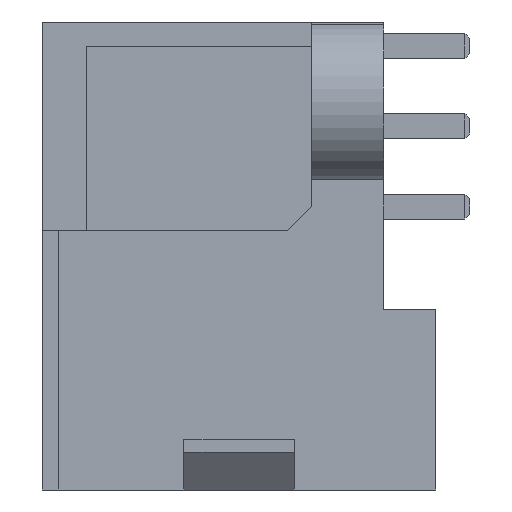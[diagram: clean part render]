
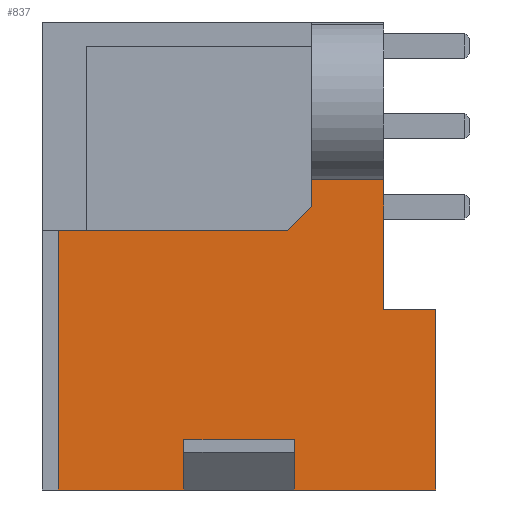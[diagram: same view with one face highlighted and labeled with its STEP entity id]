
A CAD part, left-side view. The second image highlights one B-rep face of the part: STEP entity #837.
In plain terms, the highlighted planar face has unit normal (-1, 0, 0).
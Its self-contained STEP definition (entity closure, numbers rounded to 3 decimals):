
#837 = ADVANCED_FACE( '', ( #2071 ), #2072, .F. );
#2071 = FACE_OUTER_BOUND( '', #3719, .T. );
#2072 = PLANE( '', #3720 );
#3719 = EDGE_LOOP( '', ( #6158, #6159, #6160, #6161, #6162, #6163, #6164, #6165, #6166, #6167, #6168, #6169, #6170 ) );
#3720 = AXIS2_PLACEMENT_3D( '', #6171, #6172, #6173 );
#6158 = ORIENTED_EDGE( '', *, *, #10887, .F. );
#6159 = ORIENTED_EDGE( '', *, *, #10888, .F. );
#6160 = ORIENTED_EDGE( '', *, *, #10354, .T. );
#6161 = ORIENTED_EDGE( '', *, *, #10889, .T. );
#6162 = ORIENTED_EDGE( '', *, *, #10718, .T. );
#6163 = ORIENTED_EDGE( '', *, *, #10890, .T. );
#6164 = ORIENTED_EDGE( '', *, *, #10891, .T. );
#6165 = ORIENTED_EDGE( '', *, *, #10483, .F. );
#6166 = ORIENTED_EDGE( '', *, *, #10773, .F. );
#6167 = ORIENTED_EDGE( '', *, *, #10892, .T. );
#6168 = ORIENTED_EDGE( '', *, *, #10893, .T. );
#6169 = ORIENTED_EDGE( '', *, *, #10894, .F. );
#6170 = ORIENTED_EDGE( '', *, *, #10323, .F. );
#6171 = CARTESIAN_POINT( '', ( -13.78, 11.94, 14.81 ) );
#6172 = DIRECTION( '', ( 1., 0., 0. ) );
#6173 = DIRECTION( '', ( 0., 0., -1. ) );
#10323 = EDGE_CURVE( '', #12497, #12499, #12500, .T. );
#10354 = EDGE_CURVE( '', #12554, #12552, #12555, .T. );
#10483 = EDGE_CURVE( '', #12789, #12783, #12791, .T. );
#10718 = EDGE_CURVE( '', #13175, #13188, #13190, .T. );
#10773 = EDGE_CURVE( '', #13280, #12789, #13282, .T. );
#10887 = EDGE_CURVE( '', #13463, #12497, #13464, .T. );
#10888 = EDGE_CURVE( '', #12554, #13463, #13465, .T. );
#10889 = EDGE_CURVE( '', #12552, #13175, #13466, .T. );
#10890 = EDGE_CURVE( '', #13188, #13467, #13468, .T. );
#10891 = EDGE_CURVE( '', #13467, #12783, #13469, .T. );
#10892 = EDGE_CURVE( '', #13280, #13470, #13471, .T. );
#10893 = EDGE_CURVE( '', #13470, #13472, #13473, .T. );
#10894 = EDGE_CURVE( '', #12499, #13472, #13474, .T. );
#12497 = VERTEX_POINT( '', #15629 );
#12499 = VERTEX_POINT( '', #15632 );
#12500 = LINE( '', #15633, #15634 );
#12552 = VERTEX_POINT( '', #15706 );
#12554 = VERTEX_POINT( '', #15709 );
#12555 = LINE( '', #15710, #15711 );
#12783 = VERTEX_POINT( '', #16028 );
#12789 = VERTEX_POINT( '', #16037 );
#12791 = LINE( '', #16040, #16041 );
#13175 = VERTEX_POINT( '', #16588 );
#13188 = VERTEX_POINT( '', #16608 );
#13190 = LINE( '', #16611, #16612 );
#13280 = VERTEX_POINT( '', #16746 );
#13282 = LINE( '', #16749, #16750 );
#13463 = VERTEX_POINT( '', #17011 );
#13464 = LINE( '', #17012, #17013 );
#13465 = LINE( '', #17014, #17015 );
#13466 = LINE( '', #17016, #17017 );
#13467 = VERTEX_POINT( '', #17018 );
#13468 = LINE( '', #17019, #17020 );
#13469 = LINE( '', #17021, #17022 );
#13470 = VERTEX_POINT( '', #17023 );
#13471 = LINE( '', #17024, #17025 );
#13472 = VERTEX_POINT( '', #17026 );
#13473 = LINE( '', #17027, #17028 );
#13474 = LINE( '', #17029, #17030 );
#15629 = CARTESIAN_POINT( '', ( -13.78, 1.65, 5.72 ) );
#15632 = CARTESIAN_POINT( '', ( -13.78, 0., 5.72 ) );
#15633 = CARTESIAN_POINT( '', ( -13.78, 11.94, 5.72 ) );
#15634 = VECTOR( '', #19689, 1000. );
#15706 = CARTESIAN_POINT( '', ( -13.78, 3.93, 8.97 ) );
#15709 = CARTESIAN_POINT( '', ( -13.78, 3.93, 9.812 ) );
#15710 = CARTESIAN_POINT( '', ( -13.78, 3.93, 14.81 ) );
#15711 = VECTOR( '', #19720, 1000. );
#16028 = CARTESIAN_POINT( '', ( -13.78, 7.97, 0. ) );
#16037 = CARTESIAN_POINT( '', ( -13.78, 7.97, 1.35 ) );
#16040 = CARTESIAN_POINT( '', ( -13.78, 7.97, 14.81 ) );
#16041 = VECTOR( '', #19874, 1000. );
#16588 = CARTESIAN_POINT( '', ( -13.78, 4.69, 8.21 ) );
#16608 = CARTESIAN_POINT( '', ( -13.78, 11.94, 8.21 ) );
#16611 = CARTESIAN_POINT( '', ( -13.78, 4.69, 8.21 ) );
#16612 = VECTOR( '', #20109, 1000. );
#16746 = CARTESIAN_POINT( '', ( -13.78, 4.48, 1.35 ) );
#16749 = CARTESIAN_POINT( '', ( -13.78, 0., 1.35 ) );
#16750 = VECTOR( '', #20155, 1000. );
#17011 = CARTESIAN_POINT( '', ( -13.78, 1.65, 9.812 ) );
#17012 = CARTESIAN_POINT( '', ( -13.78, 1.65, 14.81 ) );
#17013 = VECTOR( '', #20275, 1000. );
#17014 = CARTESIAN_POINT( '', ( -13.78, 3.93, 9.812 ) );
#17015 = VECTOR( '', #20276, 1000. );
#17016 = CARTESIAN_POINT( '', ( -13.78, 3.93, 8.97 ) );
#17017 = VECTOR( '', #20277, 1000. );
#17018 = CARTESIAN_POINT( '', ( -13.78, 11.94, 0. ) );
#17019 = CARTESIAN_POINT( '', ( -13.78, 11.94, 14.81 ) );
#17020 = VECTOR( '', #20278, 1000. );
#17021 = CARTESIAN_POINT( '', ( -13.78, 11.94, 0. ) );
#17022 = VECTOR( '', #20279, 1000. );
#17023 = CARTESIAN_POINT( '', ( -13.78, 4.48, 0. ) );
#17024 = CARTESIAN_POINT( '', ( -13.78, 4.48, 14.81 ) );
#17025 = VECTOR( '', #20280, 1000. );
#17026 = CARTESIAN_POINT( '', ( -13.78, 0., 0. ) );
#17027 = CARTESIAN_POINT( '', ( -13.78, 4.48, 0. ) );
#17028 = VECTOR( '', #20281, 1000. );
#17029 = CARTESIAN_POINT( '', ( -13.78, 0., 14.81 ) );
#17030 = VECTOR( '', #20282, 1000. );
#19689 = DIRECTION( '', ( 0., -1., 0. ) );
#19720 = DIRECTION( '', ( 0., 0., -1. ) );
#19874 = DIRECTION( '', ( 0., 0., -1. ) );
#20109 = DIRECTION( '', ( 0., 1., 0. ) );
#20155 = DIRECTION( '', ( 0., 1., 0. ) );
#20275 = DIRECTION( '', ( 0., 0., -1. ) );
#20276 = DIRECTION( '', ( 0., -1., 0. ) );
#20277 = DIRECTION( '', ( 0., 0.707, -0.707 ) );
#20278 = DIRECTION( '', ( 0., 0., -1. ) );
#20279 = DIRECTION( '', ( 0., -1., 0. ) );
#20280 = DIRECTION( '', ( 0., 0., -1. ) );
#20281 = DIRECTION( '', ( 0., -1., 0. ) );
#20282 = DIRECTION( '', ( 0., 0., -1. ) );
